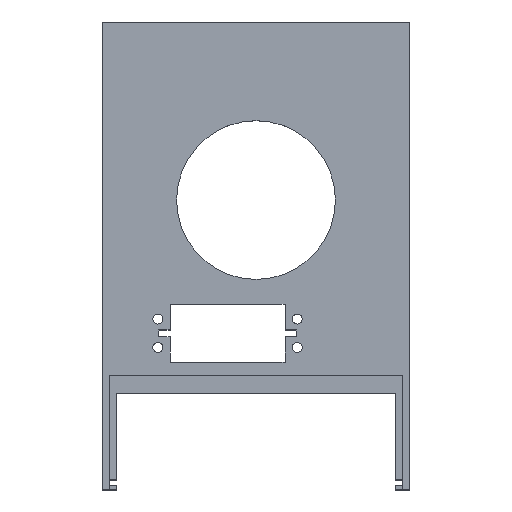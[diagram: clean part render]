
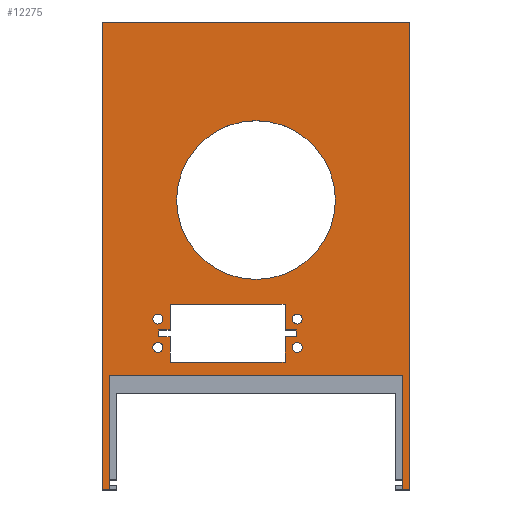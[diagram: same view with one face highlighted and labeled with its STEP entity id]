
A CAD part, top view. The second image highlights one B-rep face of the part: STEP entity #12275.
In plain terms, the highlighted planar face has unit normal (0, 0, 1).
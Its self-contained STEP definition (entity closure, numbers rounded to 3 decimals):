
#16=FACE_BOUND('',#1433,.T.);
#17=FACE_BOUND('',#1434,.T.);
#18=FACE_BOUND('',#1435,.T.);
#19=FACE_BOUND('',#1436,.T.);
#20=FACE_BOUND('',#1437,.T.);
#21=FACE_BOUND('',#1438,.T.);
#243=PLANE('',#12908);
#837=FACE_OUTER_BOUND('',#1432,.T.);
#1432=EDGE_LOOP('',(#8794,#8795,#8796,#8797,#8798,#8799,#8800,#8801));
#1433=EDGE_LOOP('',(#8802));
#1434=EDGE_LOOP('',(#8803));
#1435=EDGE_LOOP('',(#8804,#8805,#8806,#8807,#8808,#8809,#8810,#8811,#8812,
#8813,#8814,#8815));
#1436=EDGE_LOOP('',(#8816));
#1437=EDGE_LOOP('',(#8817));
#1438=EDGE_LOOP('',(#8818));
#2216=LINE('',#16485,#3973);
#2219=LINE('',#16491,#3976);
#2222=LINE('',#16497,#3979);
#2225=LINE('',#16503,#3982);
#2228=LINE('',#16509,#3985);
#2231=LINE('',#16515,#3988);
#2234=LINE('',#16521,#3991);
#2237=LINE('',#16527,#3994);
#2240=LINE('',#16533,#3997);
#2243=LINE('',#16539,#4000);
#2246=LINE('',#16545,#4003);
#2249=LINE('',#16549,#4006);
#2268=LINE('',#16609,#4025);
#2269=LINE('',#16611,#4026);
#2270=LINE('',#16613,#4027);
#2271=LINE('',#16615,#4028);
#2272=LINE('',#16617,#4029);
#2273=LINE('',#16619,#4030);
#2274=LINE('',#16621,#4031);
#2275=LINE('',#16622,#4032);
#3973=VECTOR('',#13508,10.);
#3976=VECTOR('',#13513,10.);
#3979=VECTOR('',#13518,10.);
#3982=VECTOR('',#13523,10.);
#3985=VECTOR('',#13528,10.);
#3988=VECTOR('',#13533,10.);
#3991=VECTOR('',#13538,10.);
#3994=VECTOR('',#13543,10.);
#3997=VECTOR('',#13548,10.);
#4000=VECTOR('',#13553,10.);
#4003=VECTOR('',#13558,10.);
#4006=VECTOR('',#13563,10.);
#4025=VECTOR('',#13620,10.);
#4026=VECTOR('',#13621,10.);
#4027=VECTOR('',#13622,10.);
#4028=VECTOR('',#13623,10.);
#4029=VECTOR('',#13624,10.);
#4030=VECTOR('',#13625,10.);
#4031=VECTOR('',#13626,10.);
#4032=VECTOR('',#13627,10.);
#5728=CIRCLE('',#12873,1.75);
#5730=CIRCLE('',#12876,1.75);
#5732=CIRCLE('',#12891,1.75);
#5734=CIRCLE('',#12894,1.75);
#5736=CIRCLE('',#12897,27.9);
#5744=VERTEX_POINT('',#16467);
#5746=VERTEX_POINT('',#16473);
#5750=VERTEX_POINT('',#16482);
#5751=VERTEX_POINT('',#16484);
#5753=VERTEX_POINT('',#16490);
#5755=VERTEX_POINT('',#16496);
#5757=VERTEX_POINT('',#16502);
#5759=VERTEX_POINT('',#16508);
#5761=VERTEX_POINT('',#16514);
#5763=VERTEX_POINT('',#16520);
#5765=VERTEX_POINT('',#16526);
#5767=VERTEX_POINT('',#16532);
#5769=VERTEX_POINT('',#16538);
#5771=VERTEX_POINT('',#16544);
#5772=VERTEX_POINT('',#16551);
#5774=VERTEX_POINT('',#16557);
#5776=VERTEX_POINT('',#16563);
#5792=VERTEX_POINT('',#16607);
#5793=VERTEX_POINT('',#16608);
#5794=VERTEX_POINT('',#16610);
#5795=VERTEX_POINT('',#16612);
#5796=VERTEX_POINT('',#16614);
#5797=VERTEX_POINT('',#16616);
#5798=VERTEX_POINT('',#16618);
#5799=VERTEX_POINT('',#16620);
#6927=EDGE_CURVE('',#5744,#5744,#5728,.T.);
#6930=EDGE_CURVE('',#5746,#5746,#5730,.T.);
#6935=EDGE_CURVE('',#5751,#5750,#2216,.T.);
#6938=EDGE_CURVE('',#5753,#5751,#2219,.T.);
#6941=EDGE_CURVE('',#5755,#5753,#2222,.T.);
#6944=EDGE_CURVE('',#5757,#5755,#2225,.T.);
#6947=EDGE_CURVE('',#5759,#5757,#2228,.T.);
#6950=EDGE_CURVE('',#5761,#5759,#2231,.T.);
#6953=EDGE_CURVE('',#5763,#5761,#2234,.T.);
#6956=EDGE_CURVE('',#5765,#5763,#2237,.T.);
#6959=EDGE_CURVE('',#5767,#5765,#2240,.T.);
#6962=EDGE_CURVE('',#5769,#5767,#2243,.T.);
#6965=EDGE_CURVE('',#5771,#5769,#2246,.T.);
#6968=EDGE_CURVE('',#5750,#5771,#2249,.T.);
#6969=EDGE_CURVE('',#5772,#5772,#5732,.T.);
#6972=EDGE_CURVE('',#5774,#5774,#5734,.T.);
#6975=EDGE_CURVE('',#5776,#5776,#5736,.T.);
#6996=EDGE_CURVE('',#5792,#5793,#2268,.T.);
#6997=EDGE_CURVE('',#5793,#5794,#2269,.T.);
#6998=EDGE_CURVE('',#5794,#5795,#2270,.T.);
#6999=EDGE_CURVE('',#5796,#5795,#2271,.T.);
#7000=EDGE_CURVE('',#5797,#5796,#2272,.T.);
#7001=EDGE_CURVE('',#5797,#5798,#2273,.T.);
#7002=EDGE_CURVE('',#5799,#5798,#2274,.T.);
#7003=EDGE_CURVE('',#5792,#5799,#2275,.T.);
#8794=ORIENTED_EDGE('',*,*,#6996,.T.);
#8795=ORIENTED_EDGE('',*,*,#6997,.T.);
#8796=ORIENTED_EDGE('',*,*,#6998,.T.);
#8797=ORIENTED_EDGE('',*,*,#6999,.F.);
#8798=ORIENTED_EDGE('',*,*,#7000,.F.);
#8799=ORIENTED_EDGE('',*,*,#7001,.T.);
#8800=ORIENTED_EDGE('',*,*,#7002,.F.);
#8801=ORIENTED_EDGE('',*,*,#7003,.F.);
#8802=ORIENTED_EDGE('',*,*,#6927,.T.);
#8803=ORIENTED_EDGE('',*,*,#6930,.T.);
#8804=ORIENTED_EDGE('',*,*,#6953,.T.);
#8805=ORIENTED_EDGE('',*,*,#6950,.T.);
#8806=ORIENTED_EDGE('',*,*,#6947,.T.);
#8807=ORIENTED_EDGE('',*,*,#6944,.T.);
#8808=ORIENTED_EDGE('',*,*,#6941,.T.);
#8809=ORIENTED_EDGE('',*,*,#6938,.T.);
#8810=ORIENTED_EDGE('',*,*,#6935,.T.);
#8811=ORIENTED_EDGE('',*,*,#6968,.T.);
#8812=ORIENTED_EDGE('',*,*,#6965,.T.);
#8813=ORIENTED_EDGE('',*,*,#6962,.T.);
#8814=ORIENTED_EDGE('',*,*,#6959,.T.);
#8815=ORIENTED_EDGE('',*,*,#6956,.T.);
#8816=ORIENTED_EDGE('',*,*,#6969,.T.);
#8817=ORIENTED_EDGE('',*,*,#6972,.T.);
#8818=ORIENTED_EDGE('',*,*,#6975,.T.);
#12275=ADVANCED_FACE('',(#837,#16,#17,#18,#19,#20,#21),#243,.T.);
#12873=AXIS2_PLACEMENT_3D('',#16468,#13492,#13493);
#12876=AXIS2_PLACEMENT_3D('',#16474,#13499,#13500);
#12891=AXIS2_PLACEMENT_3D('',#16552,#13566,#13567);
#12894=AXIS2_PLACEMENT_3D('',#16558,#13573,#13574);
#12897=AXIS2_PLACEMENT_3D('',#16564,#13580,#13581);
#12908=AXIS2_PLACEMENT_3D('',#16606,#13618,#13619);
#13492=DIRECTION('center_axis',(0.,0.,-1.));
#13493=DIRECTION('ref_axis',(1.,0.,0.));
#13499=DIRECTION('center_axis',(0.,0.,-1.));
#13500=DIRECTION('ref_axis',(1.,0.,0.));
#13508=DIRECTION('',(0.,-1.,0.));
#13513=DIRECTION('',(-1.,0.,0.));
#13518=DIRECTION('',(0.,-1.,0.));
#13523=DIRECTION('',(1.,0.,0.));
#13528=DIRECTION('',(0.,-1.,0.));
#13533=DIRECTION('',(1.,0.,0.));
#13538=DIRECTION('',(0.,1.,0.));
#13543=DIRECTION('',(1.,0.,0.));
#13548=DIRECTION('',(0.,1.,0.));
#13553=DIRECTION('',(-1.,0.,0.));
#13558=DIRECTION('',(0.,1.,0.));
#13563=DIRECTION('',(-1.,0.,0.));
#13566=DIRECTION('center_axis',(0.,0.,-1.));
#13567=DIRECTION('ref_axis',(1.,0.,0.));
#13573=DIRECTION('center_axis',(0.,0.,-1.));
#13574=DIRECTION('ref_axis',(1.,0.,0.));
#13580=DIRECTION('center_axis',(0.,0.,-1.));
#13581=DIRECTION('ref_axis',(1.,0.,0.));
#13618=DIRECTION('center_axis',(0.,0.,1.));
#13619=DIRECTION('ref_axis',(1.,0.,0.));
#13620=DIRECTION('',(0.,1.,0.));
#13621=DIRECTION('',(1.,0.,0.));
#13622=DIRECTION('',(0.,-1.,0.));
#13623=DIRECTION('',(-1.,0.,0.));
#13624=DIRECTION('',(0.,-1.,0.));
#13625=DIRECTION('',(-1.,0.,0.));
#13626=DIRECTION('',(0.,1.,0.));
#13627=DIRECTION('',(-1.,0.,0.));
#16467=CARTESIAN_POINT('',(12.75,-33.7,0.));
#16468=CARTESIAN_POINT('Origin',(14.5,-33.7,0.));
#16473=CARTESIAN_POINT('',(-36.25,-33.7,0.));
#16474=CARTESIAN_POINT('Origin',(-34.5,-33.7,0.));
#16482=CARTESIAN_POINT('',(10.2,-38.9,0.));
#16484=CARTESIAN_POINT('',(10.2,-29.85,0.));
#16485=CARTESIAN_POINT('',(10.2,-15.675,0.));
#16490=CARTESIAN_POINT('',(14.2,-29.85,0.));
#16491=CARTESIAN_POINT('',(7.1,-29.85,0.));
#16496=CARTESIAN_POINT('',(14.2,-27.55,0.));
#16497=CARTESIAN_POINT('',(14.2,-14.525,0.));
#16502=CARTESIAN_POINT('',(10.2,-27.55,0.));
#16503=CARTESIAN_POINT('',(5.1,-27.55,0.));
#16508=CARTESIAN_POINT('',(10.2,-18.5,0.));
#16509=CARTESIAN_POINT('',(10.2,-10.,0.));
#16514=CARTESIAN_POINT('',(-30.2,-18.5,0.));
#16515=CARTESIAN_POINT('',(-15.1,-18.5,0.));
#16520=CARTESIAN_POINT('',(-30.2,-27.55,0.));
#16521=CARTESIAN_POINT('',(-30.2,-14.525,0.));
#16526=CARTESIAN_POINT('',(-34.2,-27.55,0.));
#16527=CARTESIAN_POINT('',(-17.1,-27.55,0.));
#16532=CARTESIAN_POINT('',(-34.2,-29.85,0.));
#16533=CARTESIAN_POINT('',(-34.2,-15.675,0.));
#16538=CARTESIAN_POINT('',(-30.2,-29.85,0.));
#16539=CARTESIAN_POINT('',(-15.1,-29.85,0.));
#16544=CARTESIAN_POINT('',(-30.2,-38.9,0.));
#16545=CARTESIAN_POINT('',(-30.2,-20.2,0.));
#16549=CARTESIAN_POINT('',(5.1,-38.9,0.));
#16551=CARTESIAN_POINT('',(12.75,-23.7,0.));
#16552=CARTESIAN_POINT('Origin',(14.5,-23.7,0.));
#16557=CARTESIAN_POINT('',(-36.25,-23.7,0.));
#16558=CARTESIAN_POINT('Origin',(-34.5,-23.7,0.));
#16563=CARTESIAN_POINT('',(-27.9,18.111,0.));
#16564=CARTESIAN_POINT('Origin',(0.,18.111,
0.));
#16606=CARTESIAN_POINT('Origin',(0.,-1.5,
0.));
#16607=CARTESIAN_POINT('',(-51.5,-83.7,0.));
#16608=CARTESIAN_POINT('',(-51.5,-43.7,0.));
#16609=CARTESIAN_POINT('',(-51.5,-42.6,0.));
#16610=CARTESIAN_POINT('',(51.5,-43.7,0.));
#16611=CARTESIAN_POINT('',(-25.75,-43.7,0.));
#16612=CARTESIAN_POINT('',(51.5,-83.7,0.));
#16613=CARTESIAN_POINT('',(51.5,-22.6,0.));
#16614=CARTESIAN_POINT('',(54.,-83.7,0.));
#16615=CARTESIAN_POINT('',(-27.,-83.7,0.));
#16616=CARTESIAN_POINT('',(54.,80.7,0.));
#16617=CARTESIAN_POINT('',(54.,-42.6,0.));
#16618=CARTESIAN_POINT('',(-54.,80.7,0.));
#16619=CARTESIAN_POINT('',(52.,80.7,0.));
#16620=CARTESIAN_POINT('',(-54.,-83.7,0.));
#16621=CARTESIAN_POINT('',(-54.,39.6,0.));
#16622=CARTESIAN_POINT('',(-27.,-83.7,0.));
